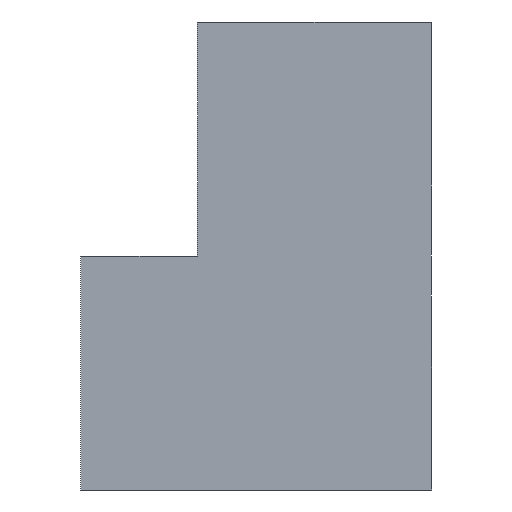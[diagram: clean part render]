
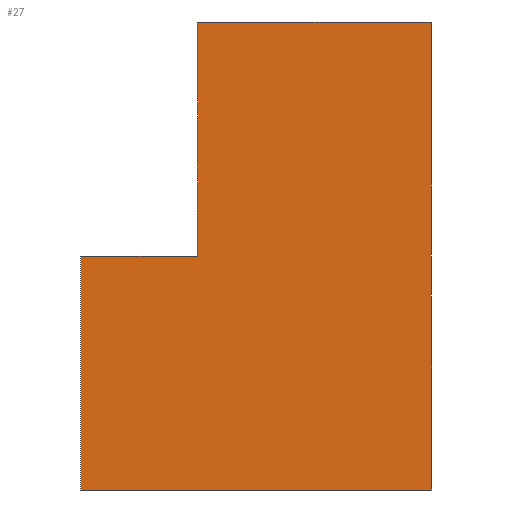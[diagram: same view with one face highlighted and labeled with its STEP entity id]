
A CAD part, left-side view. The second image highlights one B-rep face of the part: STEP entity #27.
In plain terms, the highlighted planar face has unit normal (-1, 0, 0).
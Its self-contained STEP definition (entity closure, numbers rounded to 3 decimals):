
#11 = ORIENTED_EDGE ( 'NONE', *, *, #339, .F. ) ;
#18 = ORIENTED_EDGE ( 'NONE', *, *, #24, .T. ) ;
#24 = EDGE_CURVE ( 'NONE', #100, #273, #325, .T. ) ;
#27 = ADVANCED_FACE ( 'NONE', ( #249 ), #456, .F. ) ;
#31 = CARTESIAN_POINT ( 'NONE',  ( 0., 14., 28. ) ) ;
#47 = CARTESIAN_POINT ( 'NONE',  ( 0., 14., 14. ) ) ;
#50 = CARTESIAN_POINT ( 'NONE',  ( 0., 21., 28. ) ) ;
#65 = CARTESIAN_POINT ( 'NONE',  ( 0., 21., 0. ) ) ;
#88 = VERTEX_POINT ( 'NONE', #65 ) ;
#90 = ORIENTED_EDGE ( 'NONE', *, *, #97, .T. ) ;
#92 = DIRECTION ( 'NONE',  ( 0., 1., 0. ) ) ;
#97 = EDGE_CURVE ( 'NONE', #88, #267, #342, .T. ) ;
#100 = VERTEX_POINT ( 'NONE', #349 ) ;
#120 = VERTEX_POINT ( 'NONE', #31 ) ;
#122 = DIRECTION ( 'NONE',  ( 0., 0., -1. ) ) ;
#129 = CARTESIAN_POINT ( 'NONE',  ( 0., 14., 14. ) ) ;
#150 = CARTESIAN_POINT ( 'NONE',  ( 0., 0., 28. ) ) ;
#157 = DIRECTION ( 'NONE',  ( 0., 0., 1. ) ) ;
#162 = ORIENTED_EDGE ( 'NONE', *, *, #293, .F. ) ;
#173 = VERTEX_POINT ( 'NONE', #423 ) ;
#178 = VECTOR ( 'NONE', #358, 1000. ) ;
#198 = AXIS2_PLACEMENT_3D ( 'NONE', #419, #233, #270 ) ;
#231 = ORIENTED_EDGE ( 'NONE', *, *, #443, .T. ) ;
#232 = LINE ( 'NONE', #150, #412 ) ;
#233 = DIRECTION ( 'NONE',  ( 1., 0., 0. ) ) ;
#240 = CARTESIAN_POINT ( 'NONE',  ( 0., 0., 0. ) ) ;
#247 = DIRECTION ( 'NONE',  ( 0., 0., -1. ) ) ;
#249 = FACE_OUTER_BOUND ( 'NONE', #461, .T. ) ;
#256 = VECTOR ( 'NONE', #157, 1000. ) ;
#262 = VECTOR ( 'NONE', #420, 1000. ) ;
#267 = VERTEX_POINT ( 'NONE', #291 ) ;
#270 = DIRECTION ( 'NONE',  ( 0., 0., -1. ) ) ;
#271 = LINE ( 'NONE', #50, #466 ) ;
#273 = VERTEX_POINT ( 'NONE', #365 ) ;
#291 = CARTESIAN_POINT ( 'NONE',  ( 0., 0., 0. ) ) ;
#293 = EDGE_CURVE ( 'NONE', #120, #173, #382, .T. ) ;
#317 = VECTOR ( 'NONE', #92, 1000. ) ;
#325 = LINE ( 'NONE', #129, #317 ) ;
#326 = CARTESIAN_POINT ( 'NONE',  ( 0., 0., 28. ) ) ;
#339 = EDGE_CURVE ( 'NONE', #173, #267, #232, .T. ) ;
#342 = LINE ( 'NONE', #240, #262 ) ;
#349 = CARTESIAN_POINT ( 'NONE',  ( 0., 14., 14. ) ) ;
#356 = EDGE_CURVE ( 'NONE', #100, #120, #453, .T. ) ;
#358 = DIRECTION ( 'NONE',  ( 0., -1., 0. ) ) ;
#365 = CARTESIAN_POINT ( 'NONE',  ( 0., 21., 14. ) ) ;
#382 = LINE ( 'NONE', #326, #178 ) ;
#403 = ORIENTED_EDGE ( 'NONE', *, *, #356, .F. ) ;
#412 = VECTOR ( 'NONE', #247, 1000. ) ;
#419 = CARTESIAN_POINT ( 'NONE',  ( 0., 0., 28. ) ) ;
#420 = DIRECTION ( 'NONE',  ( 0., -1., 0. ) ) ;
#423 = CARTESIAN_POINT ( 'NONE',  ( 0., 0., 28. ) ) ;
#443 = EDGE_CURVE ( 'NONE', #273, #88, #271, .T. ) ;
#453 = LINE ( 'NONE', #47, #256 ) ;
#456 = PLANE ( 'NONE',  #198 ) ;
#461 = EDGE_LOOP ( 'NONE', ( #403, #18, #231, #90, #11, #162 ) ) ;
#466 = VECTOR ( 'NONE', #122, 1000. ) ;
